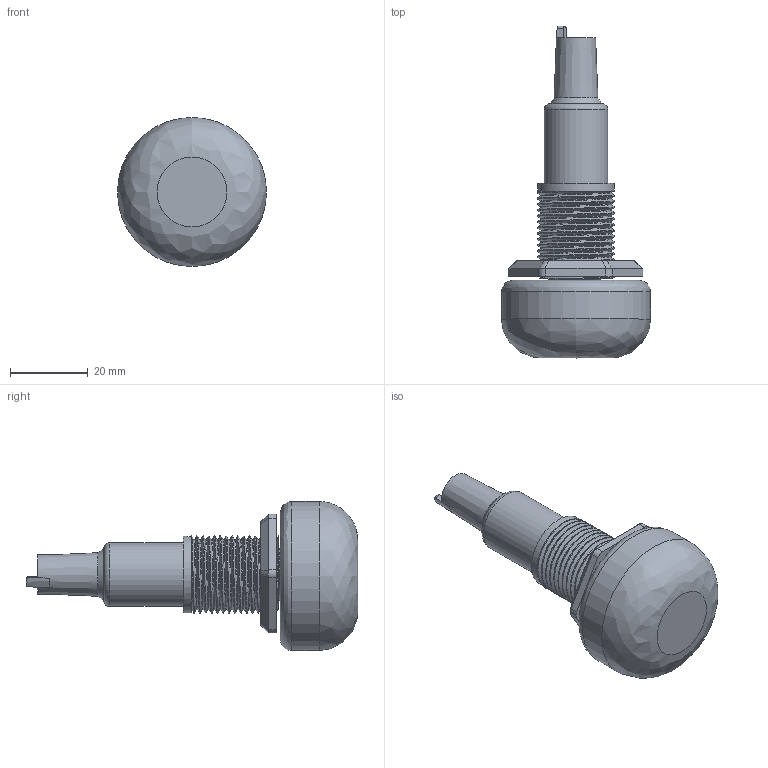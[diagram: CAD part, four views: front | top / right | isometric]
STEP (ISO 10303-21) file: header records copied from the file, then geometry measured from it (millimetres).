
FILE_DESCRIPTION(/* description */ (''),/* implementation_level */ '2;1');
FILE_NAME(/* name */ 'SuperEZGraver v21.step',/* time_stamp */ '2021-02-06T12:59:06+01:00',/* author */ (''),/* organization */ (''),/* preprocessor_version */ 'ST-DEVELOPER v18.1',/* originating_system */ 'Autodesk Translation Framework v9.7.1.1290',/* authorisation */ '');
FILE_SCHEMA (('AUTOMOTIVE_DESIGN { 1 0 10303 214 3 1 1 }'));
Length unit declared in the file: millimetre
Products named in the file (1): SuperEZGraver
Bounding box: 38.35 x 85.4 x 38.35 mm (x, y, z)
Volume: 29507.4 mm3; surface area: 23222.3 mm2
Topology: 5 solids, 5 shells, 359 faces, 1042 edges, 694 vertices
Faces by surface type: cylinder 200, bspline 98, plane 55, cone 4, torus 2
Full cylindrical faces by diameter (mm): 5.304 x1, 6.6 x1, 7.4 x1, 10.26 x1, 12.48 x4, 13.8 x2, 14.107 x5, 16.4 x2, 18.137 x26, 18.897 x11, 19.6 x2, 19.85 x26, 20.607 x11, 38.352 x1
Entity records: 31614 total; most frequent: CARTESIAN_POINT 23404, ORIENTED_EDGE 2084, DIRECTION 1118, EDGE_CURVE 1042, VERTEX_POINT 694, B_SPLINE_CURVE_WITH_KNOTS 570, AXIS2_PLACEMENT_3D 387, EDGE_LOOP 372
